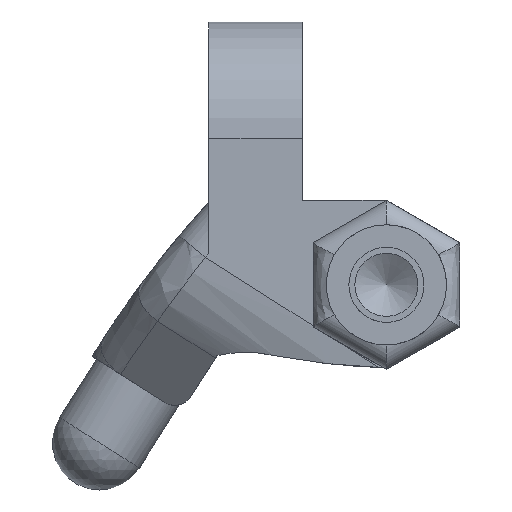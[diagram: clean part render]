
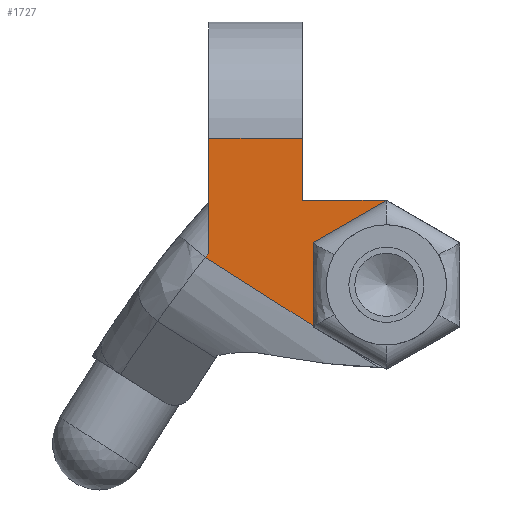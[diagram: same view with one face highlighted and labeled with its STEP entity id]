
A CAD part, left-side view. The second image highlights one B-rep face of the part: STEP entity #1727.
In plain terms, the highlighted planar face has unit normal (-1, 0, 0).
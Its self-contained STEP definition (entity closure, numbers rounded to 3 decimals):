
#71=PLANE('',#1871);
#235=FACE_OUTER_BOUND('',#343,.T.);
#343=EDGE_LOOP('',(#1257,#1258,#1259,#1260,#1261,#1262,#1263,#1264));
#449=LINE('',#2873,#556);
#450=LINE('',#2875,#557);
#451=LINE('',#2877,#558);
#452=LINE('',#2879,#559);
#453=LINE('',#2881,#560);
#454=LINE('',#2883,#561);
#455=LINE('',#2884,#562);
#556=VECTOR('',#2139,10.);
#557=VECTOR('',#2140,10.);
#558=VECTOR('',#2141,10.);
#559=VECTOR('',#2142,10.);
#560=VECTOR('',#2143,10.);
#561=VECTOR('',#2144,10.);
#562=VECTOR('',#2145,10.);
#664=CIRCLE('',#1862,133.2);
#751=VERTEX_POINT('',#2781);
#753=VERTEX_POINT('',#2795);
#762=VERTEX_POINT('',#2872);
#763=VERTEX_POINT('',#2874);
#764=VERTEX_POINT('',#2876);
#765=VERTEX_POINT('',#2878);
#766=VERTEX_POINT('',#2880);
#767=VERTEX_POINT('',#2882);
#941=EDGE_CURVE('',#751,#753,#664,.T.);
#952=EDGE_CURVE('',#753,#762,#449,.T.);
#953=EDGE_CURVE('',#763,#751,#450,.T.);
#954=EDGE_CURVE('',#763,#764,#451,.T.);
#955=EDGE_CURVE('',#764,#765,#452,.T.);
#956=EDGE_CURVE('',#766,#765,#453,.T.);
#957=EDGE_CURVE('',#766,#767,#454,.T.);
#958=EDGE_CURVE('',#762,#767,#455,.T.);
#1257=ORIENTED_EDGE('',*,*,#952,.F.);
#1258=ORIENTED_EDGE('',*,*,#941,.F.);
#1259=ORIENTED_EDGE('',*,*,#953,.F.);
#1260=ORIENTED_EDGE('',*,*,#954,.T.);
#1261=ORIENTED_EDGE('',*,*,#955,.T.);
#1262=ORIENTED_EDGE('',*,*,#956,.F.);
#1263=ORIENTED_EDGE('',*,*,#957,.T.);
#1264=ORIENTED_EDGE('',*,*,#958,.F.);
#1727=ADVANCED_FACE('',(#235),#71,.F.);
#1862=AXIS2_PLACEMENT_3D('',#2818,#2115,#2116);
#1871=AXIS2_PLACEMENT_3D('',#2871,#2137,#2138);
#2115=DIRECTION('center_axis',(1.,0.,0.));
#2116=DIRECTION('ref_axis',(0.,0.753,0.658));
#2137=DIRECTION('center_axis',(1.,0.,0.));
#2138=DIRECTION('ref_axis',(0.,0.,-1.));
#2139=DIRECTION('',(0.,0.,1.));
#2140=DIRECTION('',(0.,0.844,0.536));
#2141=DIRECTION('',(0.,-0.001,1.));
#2142=DIRECTION('',(0.,-0.866,0.499));
#2143=DIRECTION('',(0.,-1.,0.));
#2144=DIRECTION('',(0.,0.,1.));
#2145=DIRECTION('',(0.,-1.,0.));
#2781=CARTESIAN_POINT('',(0.,15.47,34.647));
#2795=CARTESIAN_POINT('',(0.,15.,35.203));
#2818=CARTESIAN_POINT('Origin',(0.,-86.48,-51.075));
#2871=CARTESIAN_POINT('Origin',(0.,15.05,39.5));
#2872=CARTESIAN_POINT('',(0.,15.,50.5));
#2873=CARTESIAN_POINT('',(0.,15.,40.75));
#2874=CARTESIAN_POINT('',(0.,1.104,25.533));
#2875=CARTESIAN_POINT('',(0.,12.91,33.023));
#2876=CARTESIAN_POINT('',(0.,1.096,36.636));
#2877=CARTESIAN_POINT('',(0.,1.095,38.063));
#2878=CARTESIAN_POINT('',(0.,-8.627,42.24));
#2879=CARTESIAN_POINT('',(0.,1.096,36.636));
#2880=CARTESIAN_POINT('',(0.,2.55,42.24));
#2881=CARTESIAN_POINT('',(0.,2.55,42.24));
#2882=CARTESIAN_POINT('',(0.,2.55,50.5));
#2883=CARTESIAN_POINT('',(0.,2.55,65.));
#2884=CARTESIAN_POINT('',(0.,15.025,50.5));
